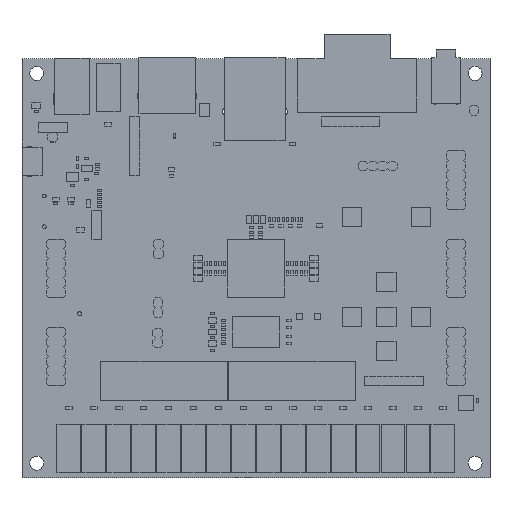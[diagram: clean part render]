
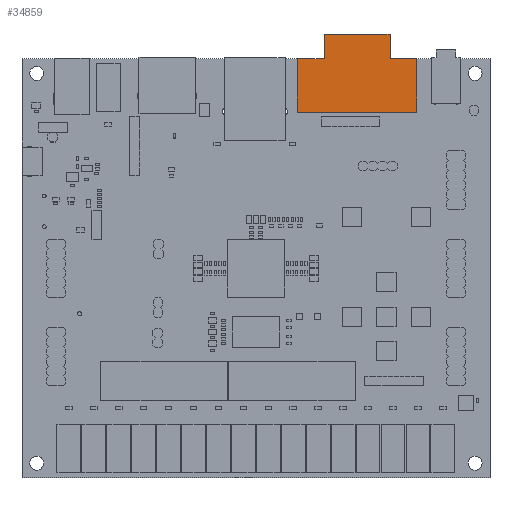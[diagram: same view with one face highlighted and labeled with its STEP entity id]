
A CAD part, top view. The second image highlights one B-rep face of the part: STEP entity #34859.
In plain terms, the highlighted planar face has unit normal (0, 0, 1).
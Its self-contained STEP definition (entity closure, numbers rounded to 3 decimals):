
#34602 = VERTEX_POINT('',#34603);
#34603 = CARTESIAN_POINT('',(-15.558,3.81,12.9));
#34609 = EDGE_CURVE('',#34602,#34610,#34612,.T.);
#34610 = VERTEX_POINT('',#34611);
#34611 = CARTESIAN_POINT('',(-8.573,3.81,12.9));
#34612 = LINE('',#34613,#34614);
#34613 = CARTESIAN_POINT('',(-15.558,3.81,12.9));
#34614 = VECTOR('',#34615,1.);
#34615 = DIRECTION('',(1.,0.,0.));
#34640 = EDGE_CURVE('',#34610,#34641,#34643,.T.);
#34641 = VERTEX_POINT('',#34642);
#34642 = CARTESIAN_POINT('',(-8.573,10.16,12.9));
#34643 = LINE('',#34644,#34645);
#34644 = CARTESIAN_POINT('',(-8.573,3.81,12.9));
#34645 = VECTOR('',#34646,1.);
#34646 = DIRECTION('',(0.,1.,0.));
#34671 = EDGE_CURVE('',#34641,#34672,#34674,.T.);
#34672 = VERTEX_POINT('',#34673);
#34673 = CARTESIAN_POINT('',(8.573,10.16,12.9));
#34674 = LINE('',#34675,#34676);
#34675 = CARTESIAN_POINT('',(-8.573,10.16,12.9));
#34676 = VECTOR('',#34677,1.);
#34677 = DIRECTION('',(1.,0.,0.));
#34702 = EDGE_CURVE('',#34672,#34703,#34705,.T.);
#34703 = VERTEX_POINT('',#34704);
#34704 = CARTESIAN_POINT('',(8.573,3.81,12.9));
#34705 = LINE('',#34706,#34707);
#34706 = CARTESIAN_POINT('',(8.573,10.16,12.9));
#34707 = VECTOR('',#34708,1.);
#34708 = DIRECTION('',(0.,-1.,0.));
#34733 = EDGE_CURVE('',#34703,#34734,#34736,.T.);
#34734 = VERTEX_POINT('',#34735);
#34735 = CARTESIAN_POINT('',(15.558,3.81,12.9));
#34736 = LINE('',#34737,#34738);
#34737 = CARTESIAN_POINT('',(8.573,3.81,12.9));
#34738 = VECTOR('',#34739,1.);
#34739 = DIRECTION('',(1.,0.,0.));
#34764 = EDGE_CURVE('',#34734,#34765,#34767,.T.);
#34765 = VERTEX_POINT('',#34766);
#34766 = CARTESIAN_POINT('',(15.558,-10.16,12.9));
#34767 = LINE('',#34768,#34769);
#34768 = CARTESIAN_POINT('',(15.558,3.81,12.9));
#34769 = VECTOR('',#34770,1.);
#34770 = DIRECTION('',(0.,-1.,0.));
#34795 = EDGE_CURVE('',#34765,#34796,#34798,.T.);
#34796 = VERTEX_POINT('',#34797);
#34797 = CARTESIAN_POINT('',(-15.558,-10.16,12.9));
#34798 = LINE('',#34799,#34800);
#34799 = CARTESIAN_POINT('',(15.558,-10.16,12.9));
#34800 = VECTOR('',#34801,1.);
#34801 = DIRECTION('',(-1.,0.,0.));
#34826 = EDGE_CURVE('',#34796,#34602,#34827,.T.);
#34827 = LINE('',#34828,#34829);
#34828 = CARTESIAN_POINT('',(-15.558,-10.16,12.9));
#34829 = VECTOR('',#34830,1.);
#34830 = DIRECTION('',(0.,1.,0.));
#34859 = ADVANCED_FACE('',(#34860),#34870,.F.);
#34860 = FACE_BOUND('',#34861,.F.);
#34861 = EDGE_LOOP('',(#34862,#34863,#34864,#34865,#34866,#34867,#34868,
    #34869));
#34862 = ORIENTED_EDGE('',*,*,#34609,.T.);
#34863 = ORIENTED_EDGE('',*,*,#34640,.T.);
#34864 = ORIENTED_EDGE('',*,*,#34671,.T.);
#34865 = ORIENTED_EDGE('',*,*,#34702,.T.);
#34866 = ORIENTED_EDGE('',*,*,#34733,.T.);
#34867 = ORIENTED_EDGE('',*,*,#34764,.T.);
#34868 = ORIENTED_EDGE('',*,*,#34795,.T.);
#34869 = ORIENTED_EDGE('',*,*,#34826,.T.);
#34870 = PLANE('',#34871);
#34871 = AXIS2_PLACEMENT_3D('',#34872,#34873,#34874);
#34872 = CARTESIAN_POINT('',(-15.558,3.81,12.9));
#34873 = DIRECTION('',(0.,0.,-1.));
#34874 = DIRECTION('',(-1.,0.,0.));
